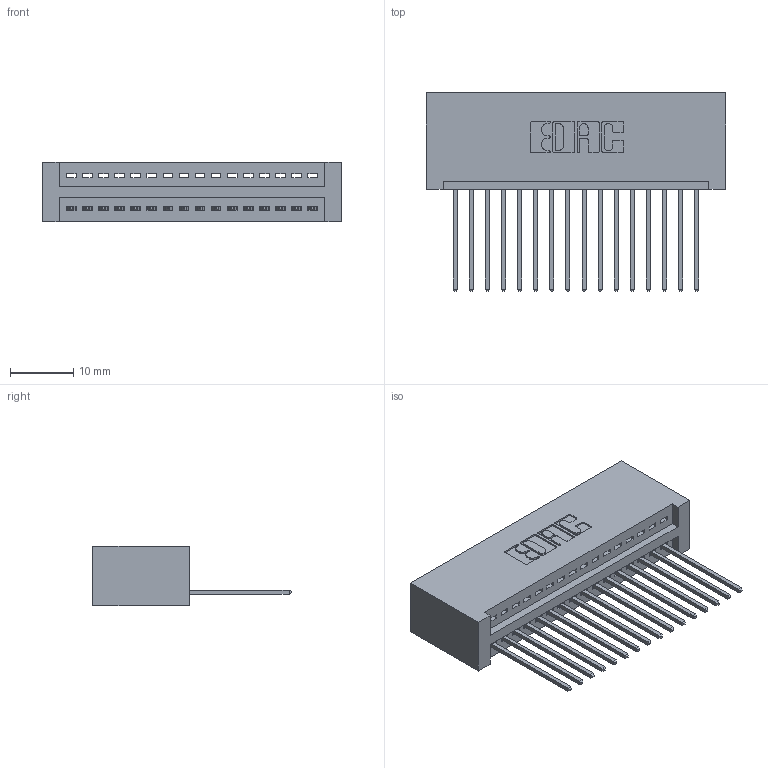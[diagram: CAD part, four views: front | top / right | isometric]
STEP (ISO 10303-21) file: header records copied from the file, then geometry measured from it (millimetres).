
FILE_DESCRIPTION (( 'STEP AP203' ), '1' );
FILE_NAME ('395-016-542-101.STEP', '2019-10-16T16:34:50', ( '' ), ( '' ), 'SwSTEP 2.0', 'SolidWorks 2016', '' );
FILE_SCHEMA (( 'CONFIG_CONTROL_DESIGN' ));
Length unit declared in the file: inch
Products named in the file (3): 345-292-001_345-293-142; 345 Part_No Mounting Lugs; 395-016-542-101
Assembly tree (17 placements, depth 2):
  395-016-542-101
    345 Part_No Mounting Lugs
    345-292-001_345-293-142  x16
Bounding box: 47.24 x 31.29 x 9.4 mm (x, y, z)
Volume: 4894.3 mm3; surface area: 6565.9 mm2
Topology: 17 solids, 17 shells, 1046 faces, 3133 edges, 2066 vertices
Faces by surface type: plane 716, cylinder 330
Entity records: 15283 total; most frequent: CARTESIAN_POINT 2656, ORIENTED_EDGE 2606, DIRECTION 2351, EDGE_CURVE 1303, VECTOR 1115, LINE 1115, VERTEX_POINT 866, AXIS2_PLACEMENT_3D 618
